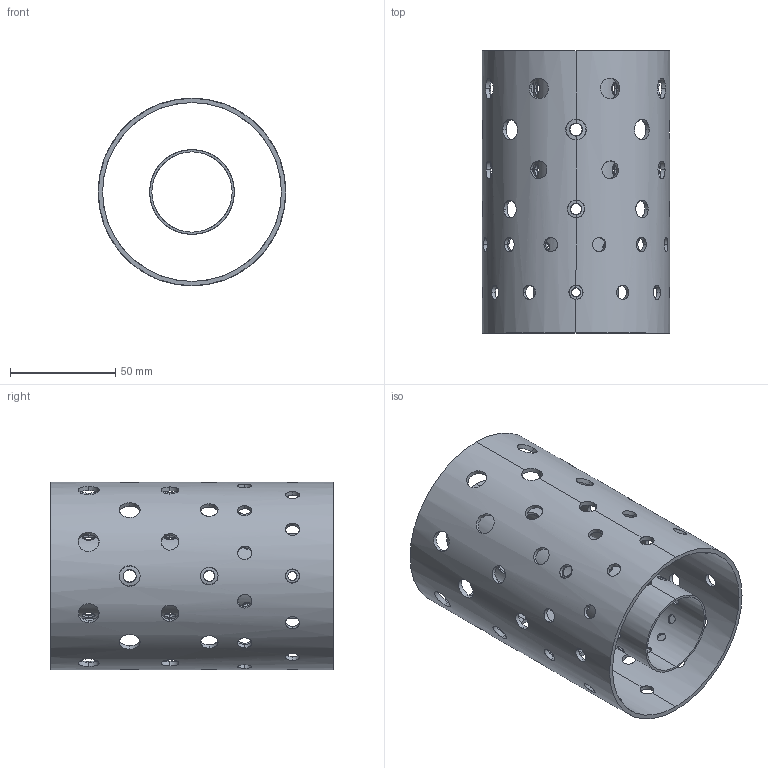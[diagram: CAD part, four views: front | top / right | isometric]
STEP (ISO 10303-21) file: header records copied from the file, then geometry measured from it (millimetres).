
FILE_DESCRIPTION (( 'STEP AP203' ), '1' );
FILE_NAME ('Combustor_4-1.STEP', '2025-04-02T00:19:02', ( '' ), ( '' ), 'SwSTEP 2.0', 'SolidWorks 2024', '' );
FILE_SCHEMA (( 'CONFIG_CONTROL_DESIGN' ));
Length unit declared in the file: metre
Products named in the file (1): Combustor_4-1
Bounding box: 88.8 x 133.8 x 88.8 mm (x, y, z)
Volume: 82466.7 mm3; surface area: 102806.6 mm2
Topology: 2 solids, 2 shells, 237 faces, 784 edges, 527 vertices
Faces by surface type: bspline 225, cylinder 8, plane 4
Entity records: 32751 total; most frequent: CARTESIAN_POINT 27498, ORIENTED_EDGE 1568, EDGE_CURVE 784, B_SPLINE_CURVE_WITH_KNOTS 736, VERTEX_POINT 527, EDGE_LOOP 441, FACE_OUTER_BOUND 237, ADVANCED_FACE 237
